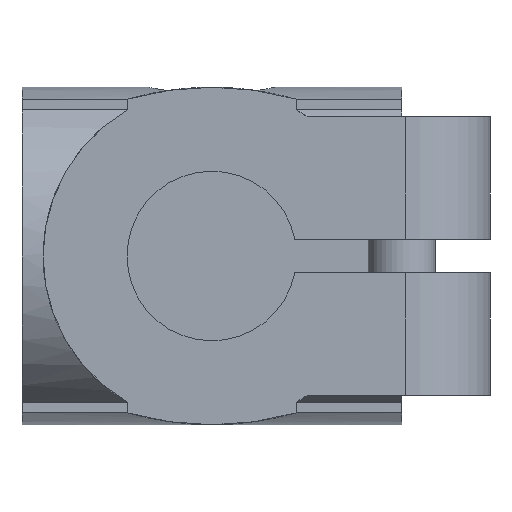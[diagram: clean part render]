
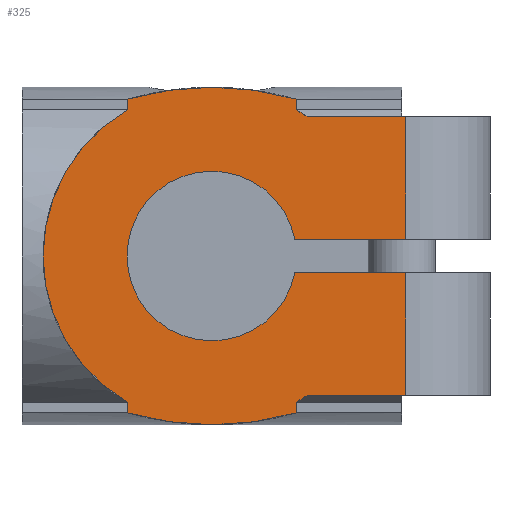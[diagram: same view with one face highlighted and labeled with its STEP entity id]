
A CAD part, front view. The second image highlights one B-rep face of the part: STEP entity #325.
In plain terms, the highlighted planar face has unit normal (0, -1, 0).
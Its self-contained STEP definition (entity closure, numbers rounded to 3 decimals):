
#325 = ADVANCED_FACE( '', ( #751 ), #752, .F. );
#751 = FACE_OUTER_BOUND( '', #1284, .T. );
#752 = PLANE( '', #1285 );
#1284 = EDGE_LOOP( '', ( #2205, #2206, #2207, #2208, #2209, #2210, #2211, #2212, #2213, #2214, #2215, #2216, #2217, #2218, #2219, #2220 ) );
#1285 = AXIS2_PLACEMENT_3D( '', #2221, #2222, #2223 );
#2205 = ORIENTED_EDGE( '', *, *, #3414, .T. );
#2206 = ORIENTED_EDGE( '', *, *, #3119, .T. );
#2207 = ORIENTED_EDGE( '', *, *, #3229, .T. );
#2208 = ORIENTED_EDGE( '', *, *, #3415, .F. );
#2209 = ORIENTED_EDGE( '', *, *, #3416, .F. );
#2210 = ORIENTED_EDGE( '', *, *, #3417, .F. );
#2211 = ORIENTED_EDGE( '', *, *, #3418, .F. );
#2212 = ORIENTED_EDGE( '', *, *, #3419, .F. );
#2213 = ORIENTED_EDGE( '', *, *, #3420, .F. );
#2214 = ORIENTED_EDGE( '', *, *, #3421, .F. );
#2215 = ORIENTED_EDGE( '', *, *, #3422, .F. );
#2216 = ORIENTED_EDGE( '', *, *, #3142, .F. );
#2217 = ORIENTED_EDGE( '', *, *, #3423, .F. );
#2218 = ORIENTED_EDGE( '', *, *, #3368, .F. );
#2219 = ORIENTED_EDGE( '', *, *, #3424, .T. );
#2220 = ORIENTED_EDGE( '', *, *, #3116, .F. );
#2221 = CARTESIAN_POINT( '', ( 0., 0., 0. ) );
#2222 = DIRECTION( '', ( 0., 1., 0. ) );
#2223 = DIRECTION( '', ( 0., 0., 1. ) );
#3116 = EDGE_CURVE( '', #3722, #3724, #3725, .T. );
#3119 = EDGE_CURVE( '', #3728, #3729, #3730, .T. );
#3142 = EDGE_CURVE( '', #3768, #3762, #3770, .T. );
#3229 = EDGE_CURVE( '', #3729, #3916, #3918, .T. );
#3368 = EDGE_CURVE( '', #4138, #4140, #4141, .T. );
#3414 = EDGE_CURVE( '', #3722, #3728, #4204, .T. );
#3415 = EDGE_CURVE( '', #4205, #3916, #4206, .T. );
#3416 = EDGE_CURVE( '', #4207, #4205, #4208, .T. );
#3417 = EDGE_CURVE( '', #4209, #4207, #4210, .T. );
#3418 = EDGE_CURVE( '', #4211, #4209, #4212, .T. );
#3419 = EDGE_CURVE( '', #4213, #4211, #4214, .T. );
#3420 = EDGE_CURVE( '', #4215, #4213, #4216, .T. );
#3421 = EDGE_CURVE( '', #4217, #4215, #4218, .T. );
#3422 = EDGE_CURVE( '', #3762, #4217, #4219, .T. );
#3423 = EDGE_CURVE( '', #4140, #3768, #4220, .T. );
#3424 = EDGE_CURVE( '', #4138, #3724, #4221, .T. );
#3722 = VERTEX_POINT( '', #4630 );
#3724 = VERTEX_POINT( '', #4632 );
#3725 = LINE( '', #4633, #4634 );
#3728 = VERTEX_POINT( '', #4637 );
#3729 = VERTEX_POINT( '', #4638 );
#3730 = CIRCLE( '', #4639, 10.05 );
#3762 = VERTEX_POINT( '', #4689 );
#3768 = VERTEX_POINT( '', #4696 );
#3770 = CIRCLE( '', #4699, 36. );
#3916 = VERTEX_POINT( '', #4920 );
#3918 = LINE( '', #4922, #4923 );
#4138 = VERTEX_POINT( '', #5310 );
#4140 = VERTEX_POINT( '', #5313 );
#4141 = CIRCLE( '', #5314, 20. );
#4204 = LINE( '', #5420, #5421 );
#4205 = VERTEX_POINT( '', #5422 );
#4206 = LINE( '', #5423, #5424 );
#4207 = VERTEX_POINT( '', #5425 );
#4208 = LINE( '', #5426, #5427 );
#4209 = VERTEX_POINT( '', #5428 );
#4210 = CIRCLE( '', #5429, 20. );
#4211 = VERTEX_POINT( '', #5430 );
#4212 = LINE( '', #5431, #5432 );
#4213 = VERTEX_POINT( '', #5433 );
#4214 = CIRCLE( '', #5434, 36. );
#4215 = VERTEX_POINT( '', #5435 );
#4216 = LINE( '', #5436, #5437 );
#4217 = VERTEX_POINT( '', #5438 );
#4218 = CIRCLE( '', #5439, 20. );
#4219 = LINE( '', #5440, #5441 );
#4220 = LINE( '', #5442, #5443 );
#4221 = LINE( '', #5444, #5445 );
#4630 = CARTESIAN_POINT( '', ( 23., 0., -2. ) );
#4632 = CARTESIAN_POINT( '', ( 23., 0., -16.5 ) );
#4633 = CARTESIAN_POINT( '', ( 23., 0., 16.5 ) );
#4634 = VECTOR( '', #5944, 1000. );
#4637 = CARTESIAN_POINT( '', ( 9.849, 0., -2. ) );
#4638 = CARTESIAN_POINT( '', ( 9.849, 0., 2. ) );
#4639 = AXIS2_PLACEMENT_3D( '', #5948, #5949, #5950 );
#4689 = CARTESIAN_POINT( '', ( -10., 0., -18.583 ) );
#4696 = CARTESIAN_POINT( '', ( 10., 0., -18.583 ) );
#4699 = AXIS2_PLACEMENT_3D( '', #5975, #5976, #5977 );
#4920 = CARTESIAN_POINT( '', ( 23., 0., 2. ) );
#4922 = CARTESIAN_POINT( '', ( 9.849, 0., 2. ) );
#4923 = VECTOR( '', #6073, 1000. );
#5310 = CARTESIAN_POINT( '', ( 11.303, 0., -16.5 ) );
#5313 = CARTESIAN_POINT( '', ( 10., 0., -17.321 ) );
#5314 = AXIS2_PLACEMENT_3D( '', #6245, #6246, #6247 );
#5420 = CARTESIAN_POINT( '', ( 33., 0., -2. ) );
#5421 = VECTOR( '', #6289, 1000. );
#5422 = CARTESIAN_POINT( '', ( 23., 0., 16.5 ) );
#5423 = CARTESIAN_POINT( '', ( 23., 0., 16.5 ) );
#5424 = VECTOR( '', #6290, 1000. );
#5425 = CARTESIAN_POINT( '', ( 11.303, 0., 16.5 ) );
#5426 = CARTESIAN_POINT( '', ( 0., 0., 16.5 ) );
#5427 = VECTOR( '', #6291, 1000. );
#5428 = CARTESIAN_POINT( '', ( 10., 0., 17.321 ) );
#5429 = AXIS2_PLACEMENT_3D( '', #6292, #6293, #6294 );
#5430 = CARTESIAN_POINT( '', ( 10., 0., 18.583 ) );
#5431 = CARTESIAN_POINT( '', ( 10., 0., 18.583 ) );
#5432 = VECTOR( '', #6295, 1000. );
#5433 = CARTESIAN_POINT( '', ( -10., 0., 18.583 ) );
#5434 = AXIS2_PLACEMENT_3D( '', #6296, #6297, #6298 );
#5435 = CARTESIAN_POINT( '', ( -10., 0., 17.321 ) );
#5436 = CARTESIAN_POINT( '', ( -10., 0., -18.583 ) );
#5437 = VECTOR( '', #6299, 1000. );
#5438 = CARTESIAN_POINT( '', ( -10., 0., -17.321 ) );
#5439 = AXIS2_PLACEMENT_3D( '', #6300, #6301, #6302 );
#5440 = CARTESIAN_POINT( '', ( -10., 0., -18.583 ) );
#5441 = VECTOR( '', #6303, 1000. );
#5442 = CARTESIAN_POINT( '', ( 10., 0., 18.583 ) );
#5443 = VECTOR( '', #6304, 1000. );
#5444 = CARTESIAN_POINT( '', ( 0., 0., -16.5 ) );
#5445 = VECTOR( '', #6305, 1000. );
#5944 = DIRECTION( '', ( 0., 0., -1. ) );
#5948 = CARTESIAN_POINT( '', ( 0., 0., 0. ) );
#5949 = DIRECTION( '', ( 0., 1., 0. ) );
#5950 = DIRECTION( '', ( 1., 0., 0. ) );
#5975 = CARTESIAN_POINT( '', ( 0., 0., 16. ) );
#5976 = DIRECTION( '', ( 0., 1., 0. ) );
#5977 = DIRECTION( '', ( 1., 0., 0. ) );
#6073 = DIRECTION( '', ( 1., 0., 0. ) );
#6245 = CARTESIAN_POINT( '', ( 0., 0., 0. ) );
#6246 = DIRECTION( '', ( 0., 1., 0. ) );
#6247 = DIRECTION( '', ( 1., 0., 0. ) );
#6289 = DIRECTION( '', ( -1., 0., 0. ) );
#6290 = DIRECTION( '', ( 0., 0., -1. ) );
#6291 = DIRECTION( '', ( 1., 0., 0. ) );
#6292 = CARTESIAN_POINT( '', ( 0., 0., 0. ) );
#6293 = DIRECTION( '', ( 0., 1., 0. ) );
#6294 = DIRECTION( '', ( 1., 0., 0. ) );
#6295 = DIRECTION( '', ( 0., 0., -1. ) );
#6296 = CARTESIAN_POINT( '', ( 0., 0., -16. ) );
#6297 = DIRECTION( '', ( 0., 1., 0. ) );
#6298 = DIRECTION( '', ( 1., 0., 0. ) );
#6299 = DIRECTION( '', ( 0., 0., 1. ) );
#6300 = CARTESIAN_POINT( '', ( 0., 0., 0. ) );
#6301 = DIRECTION( '', ( 0., 1., 0. ) );
#6302 = DIRECTION( '', ( 1., 0., 0. ) );
#6303 = DIRECTION( '', ( 0., 0., 1. ) );
#6304 = DIRECTION( '', ( 0., 0., -1. ) );
#6305 = DIRECTION( '', ( 1., 0., 0. ) );
